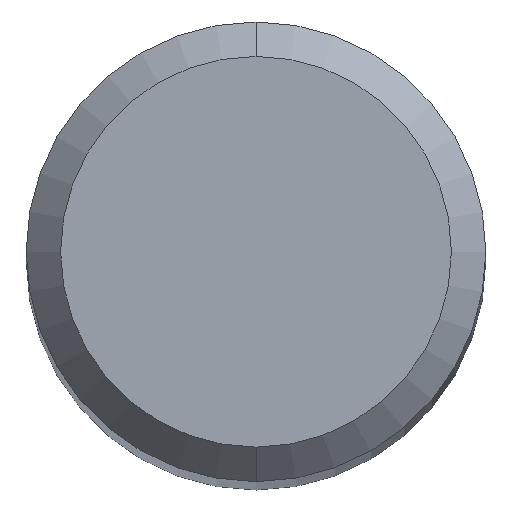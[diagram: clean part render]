
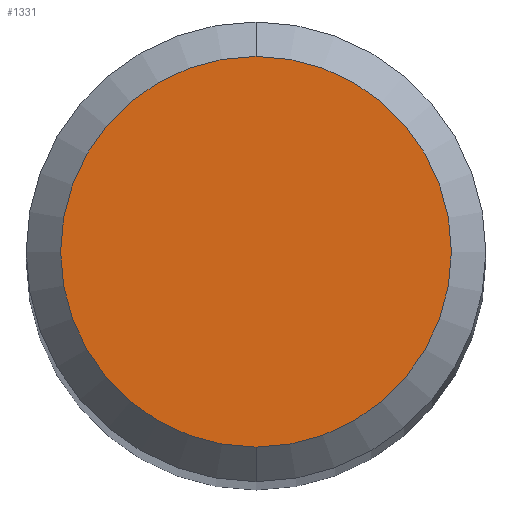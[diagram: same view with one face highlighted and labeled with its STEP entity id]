
A CAD part, top view. The second image highlights one B-rep face of the part: STEP entity #1331.
In plain terms, the highlighted planar face has unit normal (0, 0, 1).
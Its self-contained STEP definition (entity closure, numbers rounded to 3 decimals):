
#1183=VERTEX_POINT('',#2417);
#1297=EDGE_CURVE('',#1497,#1183,#2544,.T.);
#1331=ADVANCED_FACE('',(#2583),#2584,.T.);
#1497=VERTEX_POINT('',#2761);
#1601=EDGE_CURVE('',#1183,#1497,#2880,.T.);
#2417=CARTESIAN_POINT('',(0.0,1.7,0.0));
#2544=CIRCLE('',#6208,1.7);
#2583=FACE_OUTER_BOUND('',#6368,.T.);
#2584=PLANE('',#6369);
#2761=CARTESIAN_POINT('',(0.,-1.7,0.0));
#2880=CIRCLE('',#7758,1.7);
#6208=AXIS2_PLACEMENT_3D('',#9274,#9275,#9276);
#6368=EDGE_LOOP('',(#9336,#9337));
#6369=AXIS2_PLACEMENT_3D('',#9338,#9339,#9340);
#7758=AXIS2_PLACEMENT_3D('',#9682,#9683,#9684);
#9274=CARTESIAN_POINT('',(0.0,0.0,0.0));
#9275=DIRECTION('',(0.0,0.0,-1.0));
#9276=DIRECTION('',(0.0,1.0,0.0));
#9336=ORIENTED_EDGE('',*,*,#1601,.F.);
#9337=ORIENTED_EDGE('',*,*,#1297,.F.);
#9338=CARTESIAN_POINT('',(0.0,0.85,0.0));
#9339=DIRECTION('',(-0.0,0.0,1.0));
#9340=DIRECTION('',(0.0,-1.0,0.0));
#9682=CARTESIAN_POINT('',(0.0,0.0,0.0));
#9683=DIRECTION('',(0.0,0.0,-1.0));
#9684=DIRECTION('',(0.0,1.0,0.0));
